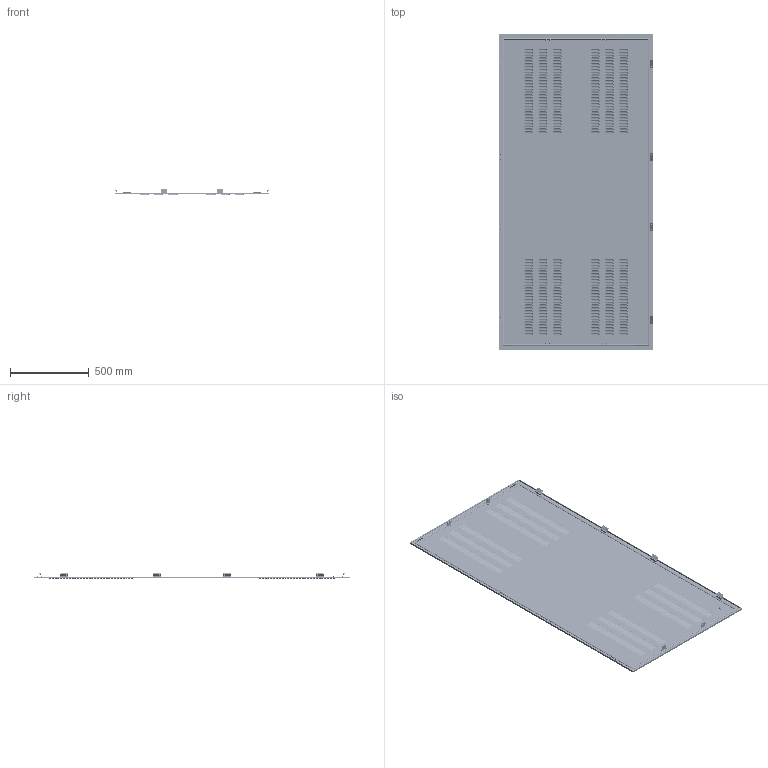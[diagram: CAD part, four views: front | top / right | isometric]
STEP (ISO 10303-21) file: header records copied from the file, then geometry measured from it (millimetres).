
FILE_DESCRIPTION (( 'STEP AP203' ), '1' );
FILE_NAME ('FO-00-PSV-200-100-31 FORMAT Ïàíåëü áîêîâàÿ 2000õ1000 IP54 IEK.STEP', '2025-01-21T07:32:42', ( '' ), ( '' ), 'SwSTEP 2.0', 'SolidWorks 2022', '' );
FILE_SCHEMA (( 'CONFIG_CONTROL_DESIGN' ));
Products named in the file (1): FO-00-PSV-200-100-31 FORMAT Панель боковая 2000х1000 IP54 IEK
Bounding box: 981.68 x 2000 x 41.43 mm (x, y, z)
Volume: 3239687 mm3; surface area: 4296170.3 mm2
Topology: 13 solids, 13 shells, 7391 faces, 19443 edges, 12197 vertices
Faces by surface type: torus 2800, cylinder 2293, plane 2042, cone 252, bspline 4
Entity records: 234213 total; most frequent: DIRECTION 46756, CARTESIAN_POINT 39294, ORIENTED_EDGE 38886, AXIS2_PLACEMENT_3D 19943, EDGE_CURVE 19443, CIRCLE 12555, VERTEX_POINT 12197, EDGE_LOOP 8254
